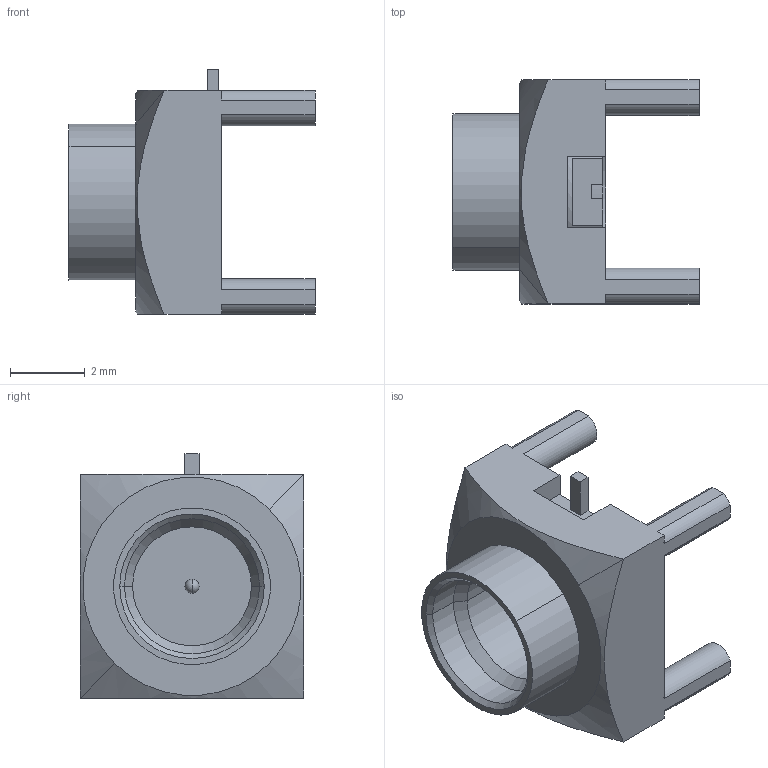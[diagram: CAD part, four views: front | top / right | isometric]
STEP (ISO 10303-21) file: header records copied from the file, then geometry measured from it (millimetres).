
FILE_DESCRIPTION((''),'2;1');
FILE_NAME('SMP-MSSB-PCT-10_SW0001','2020-07-07T10:34:01',('ehill'),(''),'CREO PARAMETRIC BY PTC INC, 2019444','CREO PARAMETRIC BY PTC INC, 2019444','');
FILE_SCHEMA(('CONFIG_CONTROL_DESIGN'));
Length unit declared in the file: millimetre
Products named in the file (1): SMP-MSSB-PCT-10_SW0001
Bounding box: 6.58 x 5.99 x 6.54 mm (x, y, z)
Volume: 85.2 mm3; surface area: 233.7 mm2
Topology: 1 solids, 1 shells, 59 faces, 152 edges, 97 vertices
Faces by surface type: plane 30, cylinder 21, cone 6, sphere 2
Entity records: 1895 total; most frequent: CARTESIAN_POINT 387, DIRECTION 316, ORIENTED_EDGE 300, EDGE_CURVE 150, AXIS2_PLACEMENT_3D 111, VERTEX_POINT 97, VECTOR 94, LINE 94
